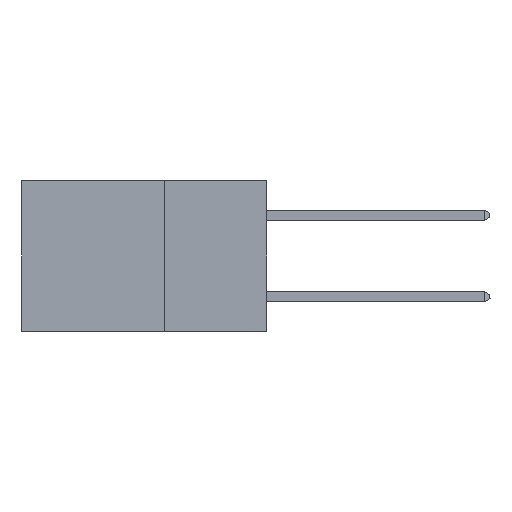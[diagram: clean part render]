
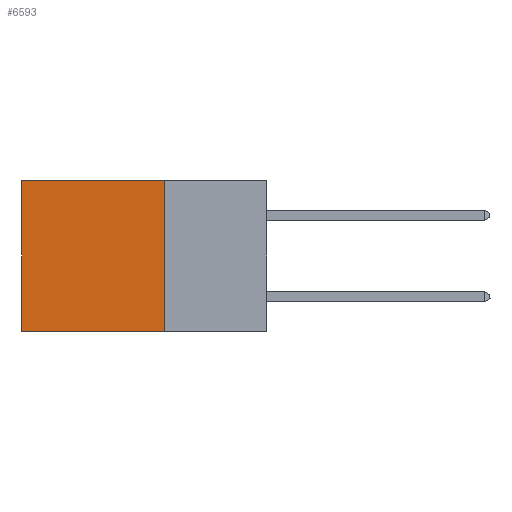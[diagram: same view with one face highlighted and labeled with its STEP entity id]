
A CAD part, left-side view. The second image highlights one B-rep face of the part: STEP entity #6593.
In plain terms, the highlighted planar face has unit normal (-1, 0, 0).
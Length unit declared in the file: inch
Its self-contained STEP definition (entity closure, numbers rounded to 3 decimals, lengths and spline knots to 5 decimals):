
#3089 = VERTEX_POINT ( 'NONE', #10865 ) ;
#3371 = PLANE ( 'NONE',  #7458 ) ;
#3504 = FACE_OUTER_BOUND ( 'NONE', #20470, .T. ) ;
#4186 = CARTESIAN_POINT ( 'NONE',  ( 0.2875, 0.6, 0. ) ) ;
#4766 = CARTESIAN_POINT ( 'NONE',  ( 0.2875, 0.25, 0. ) ) ;
#6074 = CARTESIAN_POINT ( 'NONE',  ( 0.2875, 0.25, 0. ) ) ;
#6220 = CARTESIAN_POINT ( 'NONE',  ( 0.2875, 0.6, 0. ) ) ;
#6593 = ADVANCED_FACE ( 'NONE', ( #3504 ), #3371, .F. ) ;
#7458 = AXIS2_PLACEMENT_3D ( 'NONE', #6074, #12096, #18787 ) ;
#7500 = CARTESIAN_POINT ( 'NONE',  ( 0.2875, 0.25, 0. ) ) ;
#8536 = DIRECTION ( 'NONE',  ( 0., 1., 0. ) ) ;
#8816 = CARTESIAN_POINT ( 'NONE',  ( 0.2875, 0.25, -0.37 ) ) ;
#8860 = EDGE_CURVE ( 'NONE', #3089, #14998, #17222, .T. ) ;
#9645 = EDGE_CURVE ( 'NONE', #25206, #3089, #14332, .T. ) ;
#10865 = CARTESIAN_POINT ( 'NONE',  ( 0.2875, 0.25, -0.37 ) ) ;
#12096 = DIRECTION ( 'NONE',  ( 1., 0., 0. ) ) ;
#12904 = DIRECTION ( 'NONE',  ( 0., 0., -1. ) ) ;
#13468 = DIRECTION ( 'NONE',  ( 0., 1., 0. ) ) ;
#13510 = CARTESIAN_POINT ( 'NONE',  ( 0.2875, 0.6, -0.37 ) ) ;
#14288 = EDGE_CURVE ( 'NONE', #25206, #16693, #18325, .T. ) ;
#14332 = LINE ( 'NONE', #7500, #19416 ) ;
#14998 = VERTEX_POINT ( 'NONE', #13510 ) ;
#15623 = ORIENTED_EDGE ( 'NONE', *, *, #21099, .T. ) ;
#16693 = VERTEX_POINT ( 'NONE', #6220 ) ;
#17222 = LINE ( 'NONE', #8816, #27791 ) ;
#18325 = LINE ( 'NONE', #4766, #26832 ) ;
#18787 = DIRECTION ( 'NONE',  ( 0., 0., -1. ) ) ;
#19416 = VECTOR ( 'NONE', #21051, 39.37008 ) ;
#19705 = VECTOR ( 'NONE', #12904, 39.37008 ) ;
#20470 = EDGE_LOOP ( 'NONE', ( #15623, #20541, #21619, #24114 ) ) ;
#20541 = ORIENTED_EDGE ( 'NONE', *, *, #8860, .F. ) ;
#21051 = DIRECTION ( 'NONE',  ( 0., 0., -1. ) ) ;
#21099 = EDGE_CURVE ( 'NONE', #16693, #14998, #23746, .T. ) ;
#21619 = ORIENTED_EDGE ( 'NONE', *, *, #9645, .F. ) ;
#23503 = CARTESIAN_POINT ( 'NONE',  ( 0.2875, 0.25, 0. ) ) ;
#23746 = LINE ( 'NONE', #4186, #19705 ) ;
#24114 = ORIENTED_EDGE ( 'NONE', *, *, #14288, .T. ) ;
#25206 = VERTEX_POINT ( 'NONE', #23503 ) ;
#26832 = VECTOR ( 'NONE', #13468, 39.37008 ) ;
#27791 = VECTOR ( 'NONE', #8536, 39.37008 ) ;
